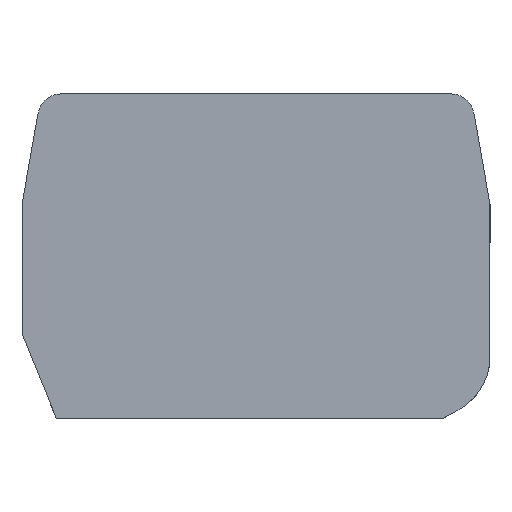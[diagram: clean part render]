
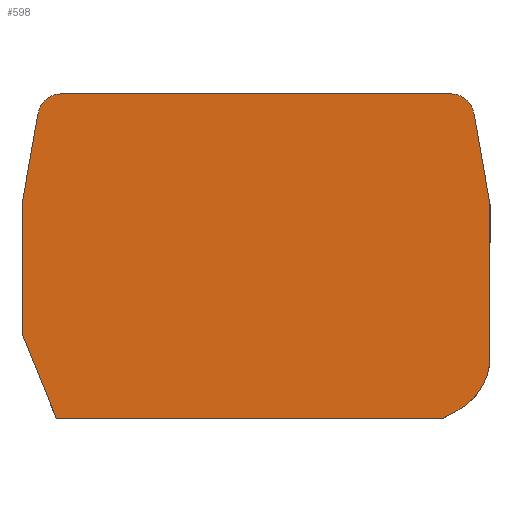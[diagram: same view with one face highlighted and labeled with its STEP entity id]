
A CAD part, top view. The second image highlights one B-rep face of the part: STEP entity #598.
In plain terms, the highlighted planar face has unit normal (0, 0, 1).
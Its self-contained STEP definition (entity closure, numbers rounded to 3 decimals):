
#7 = VECTOR ( 'NONE', #155, 1000. ) ;
#13 = CARTESIAN_POINT ( 'NONE',  ( 15.219, 9.796, 4. ) ) ;
#14 = LINE ( 'NONE', #85, #406 ) ;
#34 = ORIENTED_EDGE ( 'NONE', *, *, #608, .T. ) ;
#36 = VECTOR ( 'NONE', #239, 1000. ) ;
#37 = CARTESIAN_POINT ( 'NONE',  ( -19.156, -7.434, 4. ) ) ;
#51 = LINE ( 'NONE', #214, #36 ) ;
#54 = CARTESIAN_POINT ( 'NONE',  ( 18.374, -9.372, 4. ) ) ;
#56 = CARTESIAN_POINT ( 'NONE',  ( 18.374, 2.844, 4. ) ) ;
#60 = DIRECTION ( 'NONE',  ( -0.174, -0.985, 0. ) ) ;
#79 = DIRECTION ( 'NONE',  ( -1., 0., 0. ) ) ;
#81 = DIRECTION ( 'NONE',  ( 0., 0., 1. ) ) ;
#82 = CARTESIAN_POINT ( 'NONE',  ( -16.001, 9.796, 4. ) ) ;
#85 = CARTESIAN_POINT ( 'NONE',  ( -17.873, 10.126, 4. ) ) ;
#88 = CARTESIAN_POINT ( 'NONE',  ( -19.127, -7.584, 4. ) ) ;
#97 = FACE_OUTER_BOUND ( 'NONE', #681, .T. ) ;
#101 = VECTOR ( 'NONE', #255, 1000. ) ;
#104 = DIRECTION ( 'NONE',  ( -1., 0., 0. ) ) ;
#106 = CARTESIAN_POINT ( 'NONE',  ( 15.219, 11.696, 4. ) ) ;
#112 = LINE ( 'NONE', #257, #101 ) ;
#125 = ORIENTED_EDGE ( 'NONE', *, *, #381, .T. ) ;
#137 = LINE ( 'NONE', #261, #193 ) ;
#155 = DIRECTION ( 'NONE',  ( 0.88, 0.474, 0. ) ) ;
#157 = CARTESIAN_POINT ( 'NONE',  ( 14.651, -14.304, 4. ) ) ;
#174 = LINE ( 'NONE', #157, #7 ) ;
#188 = DIRECTION ( 'NONE',  ( -1., 0., 0. ) ) ;
#189 = DIRECTION ( 'NONE',  ( 0., 0., -1. ) ) ;
#192 = CARTESIAN_POINT ( 'NONE',  ( -18.756, -7.434, 4. ) ) ;
#193 = VECTOR ( 'NONE', #266, 1000. ) ;
#194 = CARTESIAN_POINT ( 'NONE',  ( -17.873, 10.126, 4. ) ) ;
#195 = VECTOR ( 'NONE', #243, 1000. ) ;
#197 = DIRECTION ( 'NONE',  ( -1., 0., 0. ) ) ;
#198 = VECTOR ( 'NONE', #249, 1000. ) ;
#199 = DIRECTION ( 'NONE',  ( 0., 0., 1. ) ) ;
#200 = CARTESIAN_POINT ( 'NONE',  ( 13.474, -9.372, 4. ) ) ;
#214 = CARTESIAN_POINT ( 'NONE',  ( -19.156, 9.796, 4. ) ) ;
#215 = DIRECTION ( 'NONE',  ( 1., 0., 0. ) ) ;
#216 = DIRECTION ( 'NONE',  ( 0., 0., 1. ) ) ;
#219 = CARTESIAN_POINT ( 'NONE',  ( 15.219, 9.796, 4. ) ) ;
#223 = LINE ( 'NONE', #253, #198 ) ;
#235 = CARTESIAN_POINT ( 'NONE',  ( -19.156, 2.844, 4. ) ) ;
#237 = PLANE ( 'NONE',  #443 ) ;
#239 = DIRECTION ( 'NONE',  ( 0., -1., 0. ) ) ;
#241 = CARTESIAN_POINT ( 'NONE',  ( 15.219, -14.304, 4. ) ) ;
#243 = DIRECTION ( 'NONE',  ( 1., 0., 0. ) ) ;
#249 = DIRECTION ( 'NONE',  ( -0.174, 0.985, 0. ) ) ;
#253 = CARTESIAN_POINT ( 'NONE',  ( 18.374, 2.844, 4. ) ) ;
#255 = DIRECTION ( 'NONE',  ( 0., 1., 0. ) ) ;
#257 = CARTESIAN_POINT ( 'NONE',  ( 18.374, 9.796, 4. ) ) ;
#260 = CARTESIAN_POINT ( 'NONE',  ( 14.651, -14.304, 4. ) ) ;
#261 = CARTESIAN_POINT ( 'NONE',  ( -19.127, -7.584, 4. ) ) ;
#266 = DIRECTION ( 'NONE',  ( 0.375, -0.927, 0. ) ) ;
#272 = ORIENTED_EDGE ( 'NONE', *, *, #547, .T. ) ;
#284 = CARTESIAN_POINT ( 'NONE',  ( 15.798, -13.686, 4. ) ) ;
#286 = CARTESIAN_POINT ( 'NONE',  ( 15.219, 11.696, 4. ) ) ;
#289 = CARTESIAN_POINT ( 'NONE',  ( 17.09, 10.126, 4. ) ) ;
#292 = VERTEX_POINT ( 'NONE', #286 ) ;
#376 = VERTEX_POINT ( 'NONE', #502 ) ;
#381 = EDGE_CURVE ( 'NONE', #401, #292, #669, .T. ) ;
#384 = VERTEX_POINT ( 'NONE', #494 ) ;
#401 = VERTEX_POINT ( 'NONE', #289 ) ;
#406 = VECTOR ( 'NONE', #60, 1000. ) ;
#413 = VERTEX_POINT ( 'NONE', #284 ) ;
#423 = AXIS2_PLACEMENT_3D ( 'NONE', #82, #81, #79 ) ;
#440 = AXIS2_PLACEMENT_3D ( 'NONE', #192, #189, #188 ) ;
#443 = AXIS2_PLACEMENT_3D ( 'NONE', #219, #216, #215 ) ;
#445 = AXIS2_PLACEMENT_3D ( 'NONE', #200, #199, #197 ) ;
#484 = EDGE_CURVE ( 'NONE', #656, #384, #137, .T. ) ;
#486 = DIRECTION ( 'NONE',  ( -1., 0., 0. ) ) ;
#490 = DIRECTION ( 'NONE',  ( 0., 0., 1. ) ) ;
#494 = CARTESIAN_POINT ( 'NONE',  ( -16.409, -14.304, 4. ) ) ;
#495 = CIRCLE ( 'NONE', #423, 1.9 ) ;
#502 = CARTESIAN_POINT ( 'NONE',  ( -16.001, 11.696, 4. ) ) ;
#512 = VERTEX_POINT ( 'NONE', #260 ) ;
#519 = CIRCLE ( 'NONE', #445, 4.9 ) ;
#547 = EDGE_CURVE ( 'NONE', #667, #666, #112, .T. ) ;
#562 = AXIS2_PLACEMENT_3D ( 'NONE', #13, #490, #486 ) ;
#564 = VECTOR ( 'NONE', #104, 1000. ) ;
#568 = EDGE_CURVE ( 'NONE', #666, #401, #223, .T. ) ;
#586 = EDGE_CURVE ( 'NONE', #384, #512, #615, .T. ) ;
#598 = ADVANCED_FACE ( 'NONE', ( #97 ), #237, .T. ) ;
#602 = VERTEX_POINT ( 'NONE', #235 ) ;
#604 = ORIENTED_EDGE ( 'NONE', *, *, #650, .T. ) ;
#608 = EDGE_CURVE ( 'NONE', #602, #678, #51, .T. ) ;
#610 = ORIENTED_EDGE ( 'NONE', *, *, #662, .T. ) ;
#615 = LINE ( 'NONE', #241, #195 ) ;
#619 = EDGE_CURVE ( 'NONE', #413, #667, #519, .T. ) ;
#621 = ORIENTED_EDGE ( 'NONE', *, *, #622, .F. ) ;
#622 = EDGE_CURVE ( 'NONE', #656, #678, #668, .T. ) ;
#625 = VERTEX_POINT ( 'NONE', #194 ) ;
#630 = ORIENTED_EDGE ( 'NONE', *, *, #484, .T. ) ;
#632 = EDGE_CURVE ( 'NONE', #512, #413, #174, .T. ) ;
#634 = ORIENTED_EDGE ( 'NONE', *, *, #586, .T. ) ;
#640 = ORIENTED_EDGE ( 'NONE', *, *, #632, .T. ) ;
#643 = ORIENTED_EDGE ( 'NONE', *, *, #619, .T. ) ;
#645 = ORIENTED_EDGE ( 'NONE', *, *, #655, .T. ) ;
#650 = EDGE_CURVE ( 'NONE', #292, #376, #684, .T. ) ;
#655 = EDGE_CURVE ( 'NONE', #376, #625, #495, .T. ) ;
#656 = VERTEX_POINT ( 'NONE', #88 ) ;
#662 = EDGE_CURVE ( 'NONE', #625, #602, #14, .T. ) ;
#663 = ORIENTED_EDGE ( 'NONE', *, *, #568, .T. ) ;
#666 = VERTEX_POINT ( 'NONE', #56 ) ;
#667 = VERTEX_POINT ( 'NONE', #54 ) ;
#668 = CIRCLE ( 'NONE', #440, 0.4 ) ;
#669 = CIRCLE ( 'NONE', #562, 1.9 ) ;
#678 = VERTEX_POINT ( 'NONE', #37 ) ;
#681 = EDGE_LOOP ( 'NONE', ( #663, #125, #604, #645, #610, #34, #621, #630, #634, #640, #643, #272 ) ) ;
#684 = LINE ( 'NONE', #106, #564 ) ;
